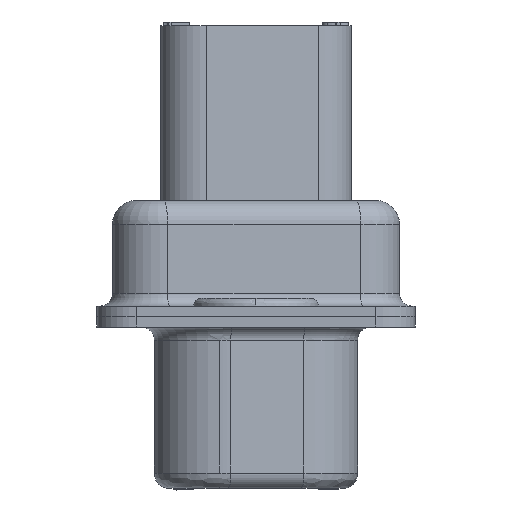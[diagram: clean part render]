
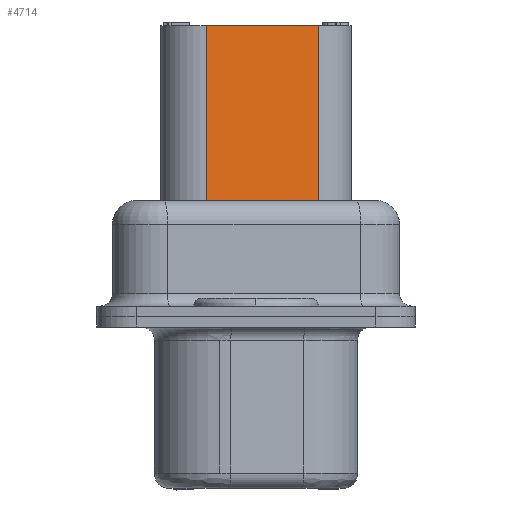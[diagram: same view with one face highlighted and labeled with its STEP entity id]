
A CAD part, left-side view. The second image highlights one B-rep face of the part: STEP entity #4714.
In plain terms, the highlighted planar face has unit normal (-0.985, -0.174, 0).
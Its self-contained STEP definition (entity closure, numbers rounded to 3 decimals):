
#605 = VECTOR ( 'NONE', #16706, 1000. ) ;
#1265 = EDGE_CURVE ( 'NONE', #13604, #15718, #2457, .T. ) ;
#1441 = ORIENTED_EDGE ( 'NONE', *, *, #7003, .F. ) ;
#2040 = EDGE_CURVE ( 'NONE', #12396, #15718, #16916, .T. ) ;
#2291 = EDGE_LOOP ( 'NONE', ( #1441, #18327, #13177, #9084 ) ) ;
#2457 = LINE ( 'NONE', #14840, #2835 ) ;
#2835 = VECTOR ( 'NONE', #7119, 1000. ) ;
#3629 = FACE_OUTER_BOUND ( 'NONE', #2291, .T. ) ;
#4341 = CARTESIAN_POINT ( 'NONE',  ( -7.169, -2.41, 1.95 ) ) ;
#4714 = ADVANCED_FACE ( 'NONE', ( #3629 ), #19173, .T. ) ;
#5238 = CARTESIAN_POINT ( 'NONE',  ( -7.169, -2.41, 1.95 ) ) ;
#5548 = VECTOR ( 'NONE', #10895, 1000. ) ;
#5927 = LINE ( 'NONE', #9549, #16967 ) ;
#5942 = CARTESIAN_POINT ( 'NONE',  ( -7.927, 1.89, 9.2 ) ) ;
#6236 = LINE ( 'NONE', #12422, #5548 ) ;
#7003 = EDGE_CURVE ( 'NONE', #13604, #19332, #6236, .T. ) ;
#7119 = DIRECTION ( 'NONE',  ( 0., 0., 1. ) ) ;
#9084 = ORIENTED_EDGE ( 'NONE', *, *, #12368, .F. ) ;
#9150 = CARTESIAN_POINT ( 'NONE',  ( -7.169, -2.41, 9.2 ) ) ;
#9549 = CARTESIAN_POINT ( 'NONE',  ( -7.927, 1.89, 1.95 ) ) ;
#9911 = DIRECTION ( 'NONE',  ( -0.985, -0.174, 0. ) ) ;
#10776 = CARTESIAN_POINT ( 'NONE',  ( -7.927, 1.89, 1.95 ) ) ;
#10895 = DIRECTION ( 'NONE',  ( -0.174, 0.985, 0. ) ) ;
#11432 = DIRECTION ( 'NONE',  ( 0.174, -0.985, 0. ) ) ;
#12001 = DIRECTION ( 'NONE',  ( 0., 0., 1. ) ) ;
#12368 = EDGE_CURVE ( 'NONE', #19332, #12396, #5927, .T. ) ;
#12396 = VERTEX_POINT ( 'NONE', #16047 ) ;
#12422 = CARTESIAN_POINT ( 'NONE',  ( -7.169, -2.41, 1.95 ) ) ;
#13177 = ORIENTED_EDGE ( 'NONE', *, *, #2040, .F. ) ;
#13604 = VERTEX_POINT ( 'NONE', #4341 ) ;
#14840 = CARTESIAN_POINT ( 'NONE',  ( -7.169, -2.41, 1.95 ) ) ;
#15718 = VERTEX_POINT ( 'NONE', #9150 ) ;
#16047 = CARTESIAN_POINT ( 'NONE',  ( -7.927, 1.89, 9.2 ) ) ;
#16487 = AXIS2_PLACEMENT_3D ( 'NONE', #5238, #9911, #11432 ) ;
#16706 = DIRECTION ( 'NONE',  ( 0.174, -0.985, 0. ) ) ;
#16916 = LINE ( 'NONE', #5942, #605 ) ;
#16967 = VECTOR ( 'NONE', #12001, 1000. ) ;
#18327 = ORIENTED_EDGE ( 'NONE', *, *, #1265, .T. ) ;
#19173 = PLANE ( 'NONE',  #16487 ) ;
#19332 = VERTEX_POINT ( 'NONE', #10776 ) ;
